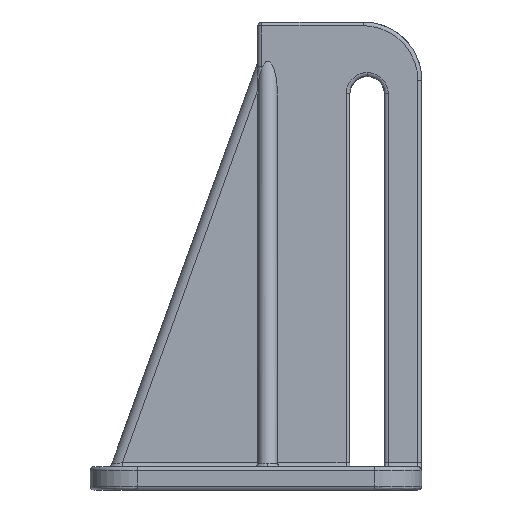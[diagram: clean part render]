
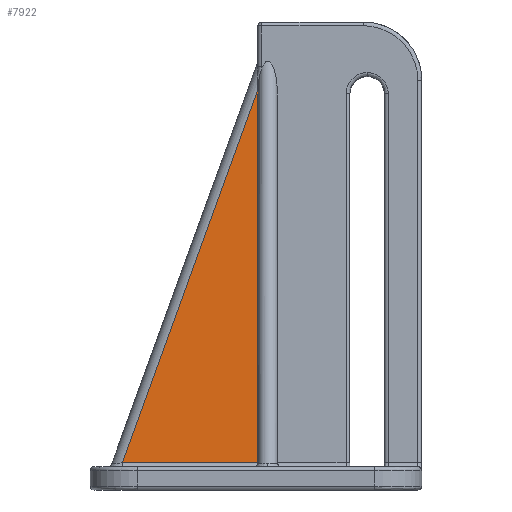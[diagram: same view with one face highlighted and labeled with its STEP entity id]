
A CAD part, left-side view. The second image highlights one B-rep face of the part: STEP entity #7922.
In plain terms, the highlighted planar face has unit normal (-1, 0, 0.018).
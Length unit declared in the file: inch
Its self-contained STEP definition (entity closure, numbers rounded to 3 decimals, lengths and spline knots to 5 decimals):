
#572 = CARTESIAN_POINT ( 'NONE',  ( -1.02608, -0.01969, 4.04238 ) ) ;
#579 = VERTEX_POINT ( 'NONE', #6863 ) ;
#603 = VERTEX_POINT ( 'NONE', #2434 ) ;
#753 = CARTESIAN_POINT ( 'NONE',  ( -1.09184, -1.67323, 0.2749 ) ) ;
#802 = VERTEX_POINT ( 'NONE', #5087 ) ;
#1050 = EDGE_LOOP ( 'NONE', ( #1857, #5293, #4329, #7054, #4498, #5014 ) ) ;
#1134 = CARTESIAN_POINT ( 'NONE',  ( -1.09184, -0.01968, 0.2749 ) ) ;
#1742 = CARTESIAN_POINT ( 'NONE',  ( -1.02595, -0.02135, 4.0499 ) ) ;
#1813 = DIRECTION ( 'NONE',  ( 0.017, 0., 1. ) ) ;
#1857 = ORIENTED_EDGE ( 'NONE', *, *, #6356, .T. ) ;
#2182 = VECTOR ( 'NONE', #4400, 39.37008 ) ;
#2271 = CARTESIAN_POINT ( 'NONE',  ( -1.02705, -0.01969, 3.98699 ) ) ;
#2434 = CARTESIAN_POINT ( 'NONE',  ( -1.09183, -0.01969, 0.27559 ) ) ;
#2457 = CARTESIAN_POINT ( 'NONE',  ( -1.09252, -0.01969, 0.23622 ) ) ;
#2513 = EDGE_CURVE ( 'NONE', #6188, #603, #5021, .T. ) ;
#2705 = CARTESIAN_POINT ( 'NONE',  ( -1.02705, -0.01969, 3.98699 ) ) ;
#2844 = VECTOR ( 'NONE', #5672, 39.37008 ) ;
#2963 = CARTESIAN_POINT ( 'NONE',  ( -1.09252, -1.67323, 0.23622 ) ) ;
#3390 = B_SPLINE_CURVE_WITH_KNOTS ( 'NONE', 3,
 ( #572, #4150, #4701, #5415 ),
 .UNSPECIFIED., .F., .F.,
 ( 4, 4 ),
 ( 0., 1. ),
 .UNSPECIFIED. ) ;
#3399 =( BOUNDED_CURVE ( )  B_SPLINE_CURVE ( 3, ( #1742, #3520, #5269, #2271 ),
 .UNSPECIFIED., .F., .T. ) 
 B_SPLINE_CURVE_WITH_KNOTS ( ( 4, 4 ),
 ( 4.52832, 4.71239 ),
 .UNSPECIFIED. ) 
 CURVE ( )  GEOMETRIC_REPRESENTATION_ITEM ( )  RATIONAL_B_SPLINE_CURVE ( ( 1., 0.997, 0.997, 1. ) ) 
 REPRESENTATION_ITEM ( '' )  );
#3477 = CARTESIAN_POINT ( 'NONE',  ( -1.09184, -0.01968, 0.27513 ) ) ;
#3520 = CARTESIAN_POINT ( 'NONE',  ( -1.02631, -0.02024, 4.02914 ) ) ;
#3545 = AXIS2_PLACEMENT_3D ( 'NONE', #2963, #4120, #4790 ) ;
#3578 = EDGE_CURVE ( 'NONE', #579, #4667, #3399, .T. ) ;
#3778 = LINE ( 'NONE', #2457, #7691 ) ;
#4120 = DIRECTION ( 'NONE',  ( -1., 0., 0.017 ) ) ;
#4150 = CARTESIAN_POINT ( 'NONE',  ( -1.02604, -0.02024, 4.04489 ) ) ;
#4329 = ORIENTED_EDGE ( 'NONE', *, *, #7205, .F. ) ;
#4383 = EDGE_CURVE ( 'NONE', #802, #6188, #5109, .T. ) ;
#4400 = DIRECTION ( 'NONE',  ( 0.016, -0.341, 0.94 ) ) ;
#4498 = ORIENTED_EDGE ( 'NONE', *, *, #4383, .T. ) ;
#4664 = CARTESIAN_POINT ( 'NONE',  ( -1.09184, -0.01969, 0.27536 ) ) ;
#4667 = VERTEX_POINT ( 'NONE', #2705 ) ;
#4701 = CARTESIAN_POINT ( 'NONE',  ( -1.026, -0.02079, 4.0474 ) ) ;
#4790 = DIRECTION ( 'NONE',  ( 0.017, 0., 1. ) ) ;
#5014 = ORIENTED_EDGE ( 'NONE', *, *, #2513, .T. ) ;
#5021 =( BOUNDED_CURVE ( )  B_SPLINE_CURVE ( 3, ( #7061, #3477, #4664, #7101 ),
 .UNSPECIFIED., .F., .T. ) 
 B_SPLINE_CURVE_WITH_KNOTS ( ( 4, 4 ),
 ( 1.55334, 1.5708 ),
 .UNSPECIFIED. ) 
 CURVE ( )  GEOMETRIC_REPRESENTATION_ITEM ( )  RATIONAL_B_SPLINE_CURVE ( ( 1., 1., 1., 1. ) ) 
 REPRESENTATION_ITEM ( '' )  );
#5087 = CARTESIAN_POINT ( 'NONE',  ( -1.09184, 1.34857, 0.2749 ) ) ;
#5109 = LINE ( 'NONE', #753, #2844 ) ;
#5269 = CARTESIAN_POINT ( 'NONE',  ( -1.02668, -0.01969, 4.00811 ) ) ;
#5271 = CARTESIAN_POINT ( 'NONE',  ( -1.02608, -0.01969, 4.04238 ) ) ;
#5293 = ORIENTED_EDGE ( 'NONE', *, *, #3578, .F. ) ;
#5415 = CARTESIAN_POINT ( 'NONE',  ( -1.02595, -0.02135, 4.0499 ) ) ;
#5672 = DIRECTION ( 'NONE',  ( 0., -1., 0. ) ) ;
#5913 = EDGE_CURVE ( 'NONE', #802, #6055, #7424, .T. ) ;
#5915 = PLANE ( 'NONE',  #3545 ) ;
#5993 = FACE_OUTER_BOUND ( 'NONE', #1050, .T. ) ;
#6055 = VERTEX_POINT ( 'NONE', #5271 ) ;
#6188 = VERTEX_POINT ( 'NONE', #1134 ) ;
#6356 = EDGE_CURVE ( 'NONE', #603, #4667, #3778, .T. ) ;
#6863 = CARTESIAN_POINT ( 'NONE',  ( -1.02595, -0.02135, 4.0499 ) ) ;
#7054 = ORIENTED_EDGE ( 'NONE', *, *, #5913, .F. ) ;
#7061 = CARTESIAN_POINT ( 'NONE',  ( -1.09184, -0.01968, 0.2749 ) ) ;
#7101 = CARTESIAN_POINT ( 'NONE',  ( -1.09183, -0.01969, 0.27559 ) ) ;
#7205 = EDGE_CURVE ( 'NONE', #6055, #579, #3390, .T. ) ;
#7424 = LINE ( 'NONE', #7919, #2182 ) ;
#7691 = VECTOR ( 'NONE', #1813, 39.37008 ) ;
#7919 = CARTESIAN_POINT ( 'NONE',  ( -1.07552, 1.00896, 1.21003 ) ) ;
#7922 = ADVANCED_FACE ( 'NONE', ( #5993 ), #5915, .T. ) ;
